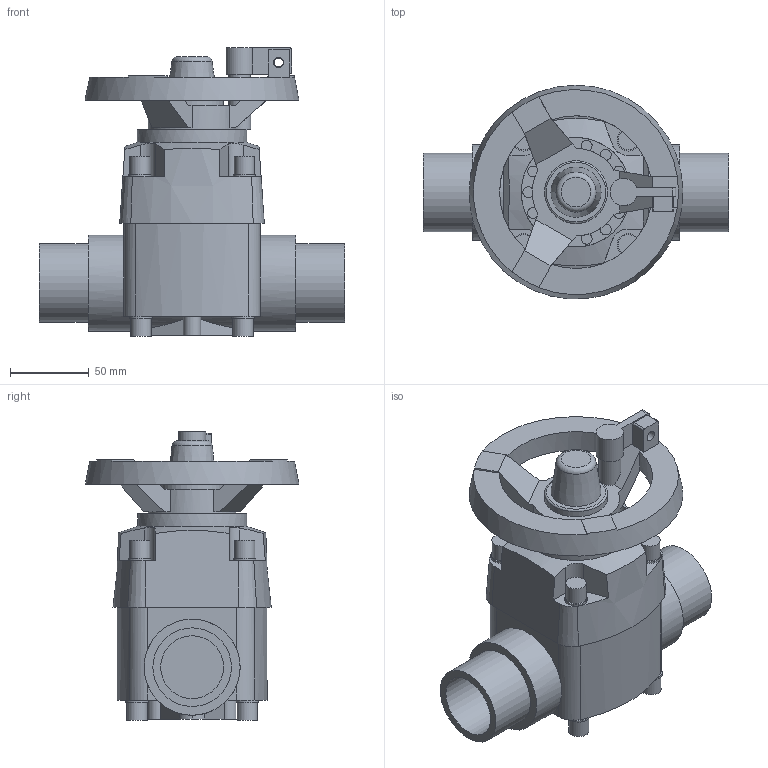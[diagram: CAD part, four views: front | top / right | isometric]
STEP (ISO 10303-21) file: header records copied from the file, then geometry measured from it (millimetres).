
FILE_DESCRIPTION((''),'2;1');
FILE_NAME('PV20001B063.stp','2022-02-17T13:56:04',('RL'),(''),'Autodesk Inventor 2012','Autodesk Inventor 2012','');
FILE_SCHEMA(('AUTOMOTIVE_DESIGN { 1 0 10303 214 1 1 1 1 }'));
Length unit declared in the file: millimetre
Products named in the file (1): PV20001B063
Bounding box: 194 x 135.81 x 183.73 mm (x, y, z)
Volume: 1185420 mm3; surface area: 133114.7 mm2
Topology: 1 solids, 2 shells, 214 faces, 530 edges, 338 vertices
Faces by surface type: plane 133, cylinder 69, cone 10, torus 2
Full cylindrical faces by diameter (mm): 5.667 x1, 6.476 x1, 6.75 x2, 6.96 x14, 12.889 x8, 13.92 x1, 14.178 x8, 40 x2, 40.02 x1, 50 x2, 61.05 x2, 69.6 x1, 97.143 x1, 106.857 x1, 126.286 x1
Entity records: 6294 total; most frequent: CARTESIAN_POINT 1174, DIRECTION 1081, ORIENTED_EDGE 906, EDGE_CURVE 453, AXIS2_PLACEMENT_3D 448, VERTEX_POINT 313, EDGE_LOOP 292, CIRCLE 225
